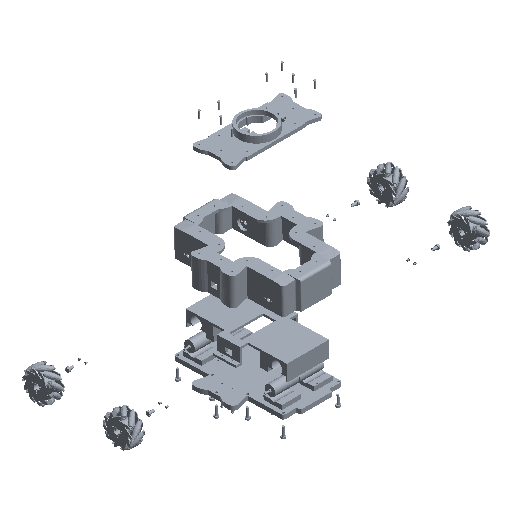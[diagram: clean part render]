
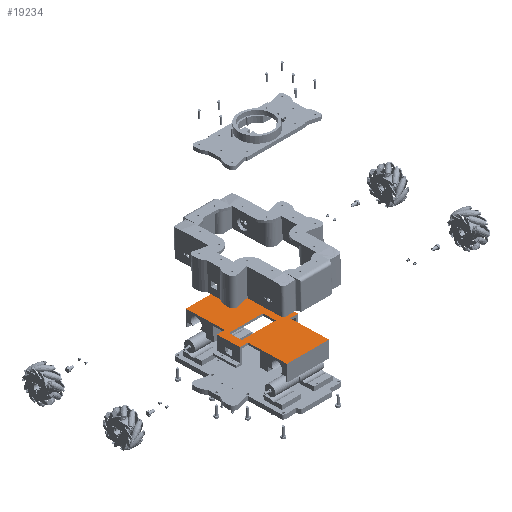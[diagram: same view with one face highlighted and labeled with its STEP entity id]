
A CAD part, isometric view. The second image highlights one B-rep face of the part: STEP entity #19234.
In plain terms, the highlighted face is planar.
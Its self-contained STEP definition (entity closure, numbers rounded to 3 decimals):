
#1894=FACE_BOUND('',#4189,.T.);
#2303=PLANE('',#20848);
#3053=FACE_OUTER_BOUND('',#4188,.T.);
#4188=EDGE_LOOP('',(#15544,#15545,#15546,#15547,#15548,#15549,#15550,#15551,
#15552,#15553,#15554,#15555));
#4189=EDGE_LOOP('',(#15556,#15557,#15558,#15559));
#5661=LINE('',#30727,#7353);
#5664=LINE('',#30733,#7356);
#5667=LINE('',#30739,#7359);
#5670=LINE('',#30743,#7362);
#5746=LINE('',#30892,#7438);
#5747=LINE('',#30894,#7439);
#5748=LINE('',#30896,#7440);
#5749=LINE('',#30898,#7441);
#5750=LINE('',#30900,#7442);
#5751=LINE('',#30902,#7443);
#5752=LINE('',#30904,#7444);
#5753=LINE('',#30906,#7445);
#5754=LINE('',#30908,#7446);
#5755=LINE('',#30910,#7447);
#5756=LINE('',#30912,#7448);
#5757=LINE('',#30913,#7449);
#7353=VECTOR('',#24483,1000.);
#7356=VECTOR('',#24488,1000.);
#7359=VECTOR('',#24493,1000.);
#7362=VECTOR('',#24498,1000.);
#7438=VECTOR('',#24616,1000.);
#7439=VECTOR('',#24617,1000.);
#7440=VECTOR('',#24618,1000.);
#7441=VECTOR('',#24619,1000.);
#7442=VECTOR('',#24620,1000.);
#7443=VECTOR('',#24621,1000.);
#7444=VECTOR('',#24622,1000.);
#7445=VECTOR('',#24623,1000.);
#7446=VECTOR('',#24624,1000.);
#7447=VECTOR('',#24625,1000.);
#7448=VECTOR('',#24626,1000.);
#7449=VECTOR('',#24627,1000.);
#9822=VERTEX_POINT('',#30724);
#9823=VERTEX_POINT('',#30726);
#9825=VERTEX_POINT('',#30732);
#9827=VERTEX_POINT('',#30738);
#9878=VERTEX_POINT('',#30890);
#9879=VERTEX_POINT('',#30891);
#9880=VERTEX_POINT('',#30893);
#9881=VERTEX_POINT('',#30895);
#9882=VERTEX_POINT('',#30897);
#9883=VERTEX_POINT('',#30899);
#9884=VERTEX_POINT('',#30901);
#9885=VERTEX_POINT('',#30903);
#9886=VERTEX_POINT('',#30905);
#9887=VERTEX_POINT('',#30907);
#9888=VERTEX_POINT('',#30909);
#9889=VERTEX_POINT('',#30911);
#11813=EDGE_CURVE('',#9823,#9822,#5661,.T.);
#11816=EDGE_CURVE('',#9825,#9823,#5664,.T.);
#11819=EDGE_CURVE('',#9827,#9825,#5667,.T.);
#11822=EDGE_CURVE('',#9822,#9827,#5670,.T.);
#11898=EDGE_CURVE('',#9878,#9879,#5746,.T.);
#11899=EDGE_CURVE('',#9880,#9878,#5747,.T.);
#11900=EDGE_CURVE('',#9881,#9880,#5748,.T.);
#11901=EDGE_CURVE('',#9882,#9881,#5749,.T.);
#11902=EDGE_CURVE('',#9883,#9882,#5750,.T.);
#11903=EDGE_CURVE('',#9884,#9883,#5751,.T.);
#11904=EDGE_CURVE('',#9885,#9884,#5752,.T.);
#11905=EDGE_CURVE('',#9886,#9885,#5753,.T.);
#11906=EDGE_CURVE('',#9887,#9886,#5754,.T.);
#11907=EDGE_CURVE('',#9888,#9887,#5755,.T.);
#11908=EDGE_CURVE('',#9889,#9888,#5756,.T.);
#11909=EDGE_CURVE('',#9879,#9889,#5757,.T.);
#15544=ORIENTED_EDGE('',*,*,#11898,.F.);
#15545=ORIENTED_EDGE('',*,*,#11899,.F.);
#15546=ORIENTED_EDGE('',*,*,#11900,.F.);
#15547=ORIENTED_EDGE('',*,*,#11901,.F.);
#15548=ORIENTED_EDGE('',*,*,#11902,.F.);
#15549=ORIENTED_EDGE('',*,*,#11903,.F.);
#15550=ORIENTED_EDGE('',*,*,#11904,.F.);
#15551=ORIENTED_EDGE('',*,*,#11905,.F.);
#15552=ORIENTED_EDGE('',*,*,#11906,.F.);
#15553=ORIENTED_EDGE('',*,*,#11907,.F.);
#15554=ORIENTED_EDGE('',*,*,#11908,.F.);
#15555=ORIENTED_EDGE('',*,*,#11909,.F.);
#15556=ORIENTED_EDGE('',*,*,#11819,.T.);
#15557=ORIENTED_EDGE('',*,*,#11816,.T.);
#15558=ORIENTED_EDGE('',*,*,#11813,.T.);
#15559=ORIENTED_EDGE('',*,*,#11822,.T.);
#19234=ADVANCED_FACE('',(#3053,#1894),#2303,.F.);
#20848=AXIS2_PLACEMENT_3D('',#30889,#24614,#24615);
#24483=DIRECTION('',(0.,-1.,0.));
#24488=DIRECTION('',(1.,0.,0.));
#24493=DIRECTION('',(0.,1.,0.));
#24498=DIRECTION('',(-1.,0.,0.));
#24614=DIRECTION('center_axis',(0.,0.,-1.));
#24615=DIRECTION('ref_axis',(0.,-1.,0.));
#24616=DIRECTION('',(-1.,0.,0.));
#24617=DIRECTION('',(0.,1.,0.));
#24618=DIRECTION('',(-1.,0.,0.));
#24619=DIRECTION('',(0.,-1.,0.));
#24620=DIRECTION('',(-1.,0.,0.));
#24621=DIRECTION('',(0.,-1.,0.));
#24622=DIRECTION('',(1.,0.,0.));
#24623=DIRECTION('',(0.,-1.,0.));
#24624=DIRECTION('',(1.,0.,0.));
#24625=DIRECTION('',(0.,1.,0.));
#24626=DIRECTION('',(1.,0.,0.));
#24627=DIRECTION('',(0.,1.,0.));
#30724=CARTESIAN_POINT('',(36.1,-28.9,37.8));
#30726=CARTESIAN_POINT('',(36.1,51.9,37.8));
#30727=CARTESIAN_POINT('',(36.1,25.95,37.8));
#30732=CARTESIAN_POINT('',(5.5,51.9,37.8));
#30733=CARTESIAN_POINT('',(12.75,51.9,37.8));
#30738=CARTESIAN_POINT('',(5.5,-28.9,37.8));
#30739=CARTESIAN_POINT('',(5.5,-14.45,37.8));
#30743=CARTESIAN_POINT('',(28.05,-28.9,37.8));
#30889=CARTESIAN_POINT('Origin',(20.,0.,37.8));
#30890=CARTESIAN_POINT('',(-7.5,-50.,37.8));
#30891=CARTESIAN_POINT('',(-100.,-50.,37.8));
#30892=CARTESIAN_POINT('',(-15.,-50.,37.8));
#30893=CARTESIAN_POINT('',(-7.5,-69.,37.8));
#30894=CARTESIAN_POINT('',(-7.5,-25.,37.8));
#30895=CARTESIAN_POINT('',(47.5,-69.,37.8));
#30896=CARTESIAN_POINT('',(33.75,-69.,37.8));
#30897=CARTESIAN_POINT('',(47.5,-50.,37.8));
#30898=CARTESIAN_POINT('',(47.5,-25.,37.8));
#30899=CARTESIAN_POINT('',(140.,-50.,37.8));
#30900=CARTESIAN_POINT('',(-15.,-50.,37.8));
#30901=CARTESIAN_POINT('',(140.,50.,37.8));
#30902=CARTESIAN_POINT('',(140.,0.,37.8));
#30903=CARTESIAN_POINT('',(47.5,50.,37.8));
#30904=CARTESIAN_POINT('',(-10.,50.,37.8));
#30905=CARTESIAN_POINT('',(47.5,69.,37.8));
#30906=CARTESIAN_POINT('',(47.5,25.,37.8));
#30907=CARTESIAN_POINT('',(-7.5,69.,37.8));
#30908=CARTESIAN_POINT('',(6.25,69.,37.8));
#30909=CARTESIAN_POINT('',(-7.5,50.,37.8));
#30910=CARTESIAN_POINT('',(-7.5,25.,37.8));
#30911=CARTESIAN_POINT('',(-100.,50.,37.8));
#30912=CARTESIAN_POINT('',(-10.,50.,37.8));
#30913=CARTESIAN_POINT('',(-100.,0.,37.8));
